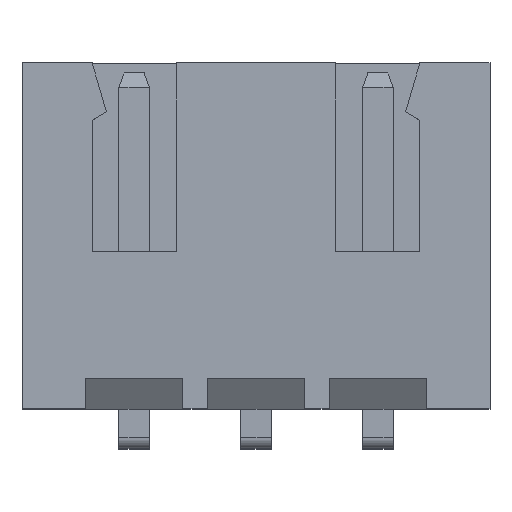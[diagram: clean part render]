
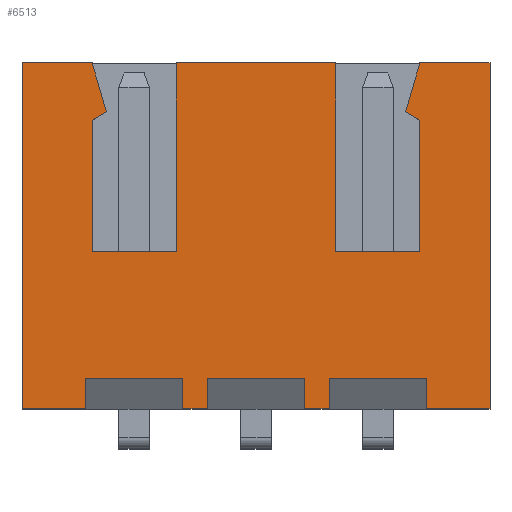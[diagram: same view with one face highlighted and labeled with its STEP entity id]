
A CAD part, top view. The second image highlights one B-rep face of the part: STEP entity #6513.
In plain terms, the highlighted planar face has unit normal (0, 0, 1).
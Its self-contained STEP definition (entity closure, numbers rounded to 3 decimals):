
#469=ORIENTED_EDGE('',*,*,#1814,.F.);
#470=ORIENTED_EDGE('',*,*,#1776,.T.);
#471=ORIENTED_EDGE('',*,*,#1815,.F.);
#472=ORIENTED_EDGE('',*,*,#1816,.F.);
#473=ORIENTED_EDGE('',*,*,#1817,.F.);
#474=ORIENTED_EDGE('',*,*,#1818,.F.);
#475=ORIENTED_EDGE('',*,*,#1819,.F.);
#476=ORIENTED_EDGE('',*,*,#1780,.T.);
#477=ORIENTED_EDGE('',*,*,#1820,.T.);
#478=ORIENTED_EDGE('',*,*,#1821,.F.);
#479=ORIENTED_EDGE('',*,*,#1822,.F.);
#480=ORIENTED_EDGE('',*,*,#1823,.T.);
#481=ORIENTED_EDGE('',*,*,#1824,.T.);
#482=ORIENTED_EDGE('',*,*,#1825,.F.);
#483=ORIENTED_EDGE('',*,*,#1826,.F.);
#484=ORIENTED_EDGE('',*,*,#1827,.T.);
#485=ORIENTED_EDGE('',*,*,#1828,.T.);
#486=ORIENTED_EDGE('',*,*,#1791,.F.);
#487=ORIENTED_EDGE('',*,*,#1829,.F.);
#488=ORIENTED_EDGE('',*,*,#1830,.T.);
#489=ORIENTED_EDGE('',*,*,#1831,.T.);
#490=ORIENTED_EDGE('',*,*,#1796,.F.);
#491=ORIENTED_EDGE('',*,*,#1832,.F.);
#492=ORIENTED_EDGE('',*,*,#1833,.T.);
#493=ORIENTED_EDGE('',*,*,#1834,.F.);
#494=ORIENTED_EDGE('',*,*,#1835,.F.);
#495=ORIENTED_EDGE('',*,*,#1836,.F.);
#496=ORIENTED_EDGE('',*,*,#1837,.F.);
#1776=EDGE_CURVE('',#2448,#2450,#2888,.T.);
#1780=EDGE_CURVE('',#2452,#2454,#2892,.T.);
#1791=EDGE_CURVE('',#2463,#2464,#2903,.T.);
#1796=EDGE_CURVE('',#2467,#2468,#2908,.T.);
#1814=EDGE_CURVE('',#2448,#2481,#2926,.T.);
#1815=EDGE_CURVE('',#2482,#2450,#2927,.T.);
#1816=EDGE_CURVE('',#2483,#2482,#2928,.T.);
#1817=EDGE_CURVE('',#2484,#2483,#2929,.T.);
#1818=EDGE_CURVE('',#2485,#2484,#2930,.T.);
#1819=EDGE_CURVE('',#2452,#2485,#2931,.T.);
#1820=EDGE_CURVE('',#2454,#2486,#2932,.T.);
#1821=EDGE_CURVE('',#2487,#2486,#2933,.T.);
#1822=EDGE_CURVE('',#2488,#2487,#2934,.T.);
#1823=EDGE_CURVE('',#2488,#2489,#2935,.T.);
#1824=EDGE_CURVE('',#2489,#2490,#2936,.T.);
#1825=EDGE_CURVE('',#2491,#2490,#2937,.T.);
#1826=EDGE_CURVE('',#2492,#2491,#2938,.T.);
#1827=EDGE_CURVE('',#2492,#2493,#2939,.T.);
#1828=EDGE_CURVE('',#2493,#2464,#2940,.T.);
#1829=EDGE_CURVE('',#2494,#2463,#2941,.T.);
#1830=EDGE_CURVE('',#2494,#2495,#2942,.T.);
#1831=EDGE_CURVE('',#2495,#2468,#2943,.T.);
#1832=EDGE_CURVE('',#2496,#2467,#2944,.T.);
#1833=EDGE_CURVE('',#2496,#2497,#2945,.T.);
#1834=EDGE_CURVE('',#2498,#2497,#2946,.T.);
#1835=EDGE_CURVE('',#2499,#2498,#2947,.T.);
#1836=EDGE_CURVE('',#2500,#2499,#2948,.T.);
#1837=EDGE_CURVE('',#2481,#2500,#2949,.T.);
#2448=VERTEX_POINT('',#8085);
#2450=VERTEX_POINT('',#8089);
#2452=VERTEX_POINT('',#8094);
#2454=VERTEX_POINT('',#8098);
#2463=VERTEX_POINT('',#8121);
#2464=VERTEX_POINT('',#8123);
#2467=VERTEX_POINT('',#8132);
#2468=VERTEX_POINT('',#8133);
#2481=VERTEX_POINT('',#8166);
#2482=VERTEX_POINT('',#8168);
#2483=VERTEX_POINT('',#8170);
#2484=VERTEX_POINT('',#8172);
#2485=VERTEX_POINT('',#8174);
#2486=VERTEX_POINT('',#8177);
#2487=VERTEX_POINT('',#8179);
#2488=VERTEX_POINT('',#8181);
#2489=VERTEX_POINT('',#8183);
#2490=VERTEX_POINT('',#8185);
#2491=VERTEX_POINT('',#8187);
#2492=VERTEX_POINT('',#8189);
#2493=VERTEX_POINT('',#8191);
#2494=VERTEX_POINT('',#8194);
#2495=VERTEX_POINT('',#8196);
#2496=VERTEX_POINT('',#8199);
#2497=VERTEX_POINT('',#8201);
#2498=VERTEX_POINT('',#8203);
#2499=VERTEX_POINT('',#8205);
#2500=VERTEX_POINT('',#8207);
#2888=LINE('',#8090,#3290);
#2892=LINE('',#8099,#3294);
#2903=LINE('',#8122,#3305);
#2908=LINE('',#8131,#3310);
#2926=LINE('',#8165,#3328);
#2927=LINE('',#8167,#3329);
#2928=LINE('',#8169,#3330);
#2929=LINE('',#8171,#3331);
#2930=LINE('',#8173,#3332);
#2931=LINE('',#8175,#3333);
#2932=LINE('',#8176,#3334);
#2933=LINE('',#8178,#3335);
#2934=LINE('',#8180,#3336);
#2935=LINE('',#8182,#3337);
#2936=LINE('',#8184,#3338);
#2937=LINE('',#8186,#3339);
#2938=LINE('',#8188,#3340);
#2939=LINE('',#8190,#3341);
#2940=LINE('',#8192,#3342);
#2941=LINE('',#8193,#3343);
#2942=LINE('',#8195,#3344);
#2943=LINE('',#8197,#3345);
#2944=LINE('',#8198,#3346);
#2945=LINE('',#8200,#3347);
#2946=LINE('',#8202,#3348);
#2947=LINE('',#8204,#3349);
#2948=LINE('',#8206,#3350);
#2949=LINE('',#8208,#3351);
#3290=VECTOR('',#7149,1000.);
#3294=VECTOR('',#7155,1000.);
#3305=VECTOR('',#7172,1000.);
#3310=VECTOR('',#7179,1000.);
#3328=VECTOR('',#7201,1000.);
#3329=VECTOR('',#7202,1000.);
#3330=VECTOR('',#7203,1000.);
#3331=VECTOR('',#7204,1000.);
#3332=VECTOR('',#7205,1000.);
#3333=VECTOR('',#7206,1000.);
#3334=VECTOR('',#7207,1000.);
#3335=VECTOR('',#7208,1000.);
#3336=VECTOR('',#7209,1000.);
#3337=VECTOR('',#7210,1000.);
#3338=VECTOR('',#7211,1000.);
#3339=VECTOR('',#7212,1000.);
#3340=VECTOR('',#7213,1000.);
#3341=VECTOR('',#7214,1000.);
#3342=VECTOR('',#7215,1000.);
#3343=VECTOR('',#7216,1000.);
#3344=VECTOR('',#7217,1000.);
#3345=VECTOR('',#7218,1000.);
#3346=VECTOR('',#7219,1000.);
#3347=VECTOR('',#7220,1000.);
#3348=VECTOR('',#7221,1000.);
#3349=VECTOR('',#7222,1000.);
#3350=VECTOR('',#7223,1000.);
#3351=VECTOR('',#7224,1000.);
#3669=EDGE_LOOP('',(#469,#470,#471,#472,#473,#474,#475,#476,#477,#478,#479,
#480,#481,#482,#483,#484,#485,#486,#487,#488,#489,#490,#491,#492,#493,#494,
#495,#496));
#3973=FACE_BOUND('',#3669,.T.);
#4277=PLANE('',#6835);
#6513=ADVANCED_FACE('',(#3973),#4277,.T.);
#6835=AXIS2_PLACEMENT_3D('',#8164,#7199,#7200);
#7149=DIRECTION('',(-1.,0.,0.));
#7155=DIRECTION('',(-1.,0.,0.));
#7172=DIRECTION('',(-1.,0.,0.));
#7179=DIRECTION('',(-1.,0.,0.));
#7199=DIRECTION('',(0.,0.,1.));
#7200=DIRECTION('',(0.,-1.,0.));
#7201=DIRECTION('',(0.,-1.,0.));
#7202=DIRECTION('',(0.,1.,0.));
#7203=DIRECTION('',(1.,0.,0.));
#7204=DIRECTION('',(0.,-1.,0.));
#7205=DIRECTION('',(-0.856,-0.517,0.));
#7206=DIRECTION('',(0.281,-0.96,0.));
#7207=DIRECTION('',(0.,-1.,0.));
#7208=DIRECTION('',(-1.,0.,0.));
#7209=DIRECTION('',(0.,-1.,0.));
#7210=DIRECTION('',(1.,0.,0.));
#7211=DIRECTION('',(0.,-1.,0.));
#7212=DIRECTION('',(-1.,0.,0.));
#7213=DIRECTION('',(0.,-1.,0.));
#7214=DIRECTION('',(1.,0.,0.));
#7215=DIRECTION('',(0.,-1.,0.));
#7216=DIRECTION('',(0.,-1.,0.));
#7217=DIRECTION('',(1.,0.,0.));
#7218=DIRECTION('',(0.,-1.,0.));
#7219=DIRECTION('',(0.,-1.,0.));
#7220=DIRECTION('',(-1.,0.,0.));
#7221=DIRECTION('',(0.281,0.96,0.));
#7222=DIRECTION('',(-0.856,0.517,0.));
#7223=DIRECTION('',(0.,1.,0.));
#7224=DIRECTION('',(1.,0.,0.));
#8085=CARTESIAN_POINT('',(1.664,7.534,5.842));
#8089=CARTESIAN_POINT('',(-1.664,7.534,5.842));
#8090=CARTESIAN_POINT('',(4.877,7.534,5.842));
#8094=CARTESIAN_POINT('',(-3.416,7.534,5.842));
#8098=CARTESIAN_POINT('',(-4.877,7.534,5.842));
#8099=CARTESIAN_POINT('',(4.877,7.534,5.842));
#8121=CARTESIAN_POINT('',(1.524,0.32,5.842));
#8122=CARTESIAN_POINT('',(4.877,0.32,5.842));
#8123=CARTESIAN_POINT('',(1.016,0.32,5.842));
#8131=CARTESIAN_POINT('',(4.877,0.32,5.842));
#8132=CARTESIAN_POINT('',(4.877,0.32,5.842));
#8133=CARTESIAN_POINT('',(3.556,0.32,5.842));
#8164=CARTESIAN_POINT('',(4.877,1.031,5.842));
#8165=CARTESIAN_POINT('',(1.664,7.534,5.842));
#8166=CARTESIAN_POINT('',(1.664,3.597,5.842));
#8167=CARTESIAN_POINT('',(-1.664,3.597,5.842));
#8168=CARTESIAN_POINT('',(-1.664,3.597,5.842));
#8169=CARTESIAN_POINT('',(-3.416,3.597,5.842));
#8170=CARTESIAN_POINT('',(-3.416,3.597,5.842));
#8171=CARTESIAN_POINT('',(-3.416,6.338,5.842));
#8172=CARTESIAN_POINT('',(-3.416,6.338,5.842));
#8173=CARTESIAN_POINT('',(-3.118,6.518,5.842));
#8174=CARTESIAN_POINT('',(-3.118,6.518,5.842));
#8175=CARTESIAN_POINT('',(-3.416,7.534,5.842));
#8176=CARTESIAN_POINT('',(-4.877,1.031,5.842));
#8177=CARTESIAN_POINT('',(-4.877,0.32,5.842));
#8178=CARTESIAN_POINT('',(4.877,0.32,5.842));
#8179=CARTESIAN_POINT('',(-3.556,0.32,5.842));
#8180=CARTESIAN_POINT('',(-3.556,0.955,5.842));
#8181=CARTESIAN_POINT('',(-3.556,0.955,5.842));
#8182=CARTESIAN_POINT('',(-3.556,0.955,5.842));
#8183=CARTESIAN_POINT('',(-1.524,0.955,5.842));
#8184=CARTESIAN_POINT('',(-1.524,0.955,5.842));
#8185=CARTESIAN_POINT('',(-1.524,0.32,5.842));
#8186=CARTESIAN_POINT('',(4.877,0.32,5.842));
#8187=CARTESIAN_POINT('',(-1.016,0.32,5.842));
#8188=CARTESIAN_POINT('',(-1.016,0.955,5.842));
#8189=CARTESIAN_POINT('',(-1.016,0.955,5.842));
#8190=CARTESIAN_POINT('',(-1.016,0.955,5.842));
#8191=CARTESIAN_POINT('',(1.016,0.955,5.842));
#8192=CARTESIAN_POINT('',(1.016,0.955,5.842));
#8193=CARTESIAN_POINT('',(1.524,0.955,5.842));
#8194=CARTESIAN_POINT('',(1.524,0.955,5.842));
#8195=CARTESIAN_POINT('',(1.524,0.955,5.842));
#8196=CARTESIAN_POINT('',(3.556,0.955,5.842));
#8197=CARTESIAN_POINT('',(3.556,0.955,5.842));
#8198=CARTESIAN_POINT('',(4.877,1.031,5.842));
#8199=CARTESIAN_POINT('',(4.877,7.534,5.842));
#8200=CARTESIAN_POINT('',(4.877,7.534,5.842));
#8201=CARTESIAN_POINT('',(3.416,7.534,5.842));
#8202=CARTESIAN_POINT('',(3.118,6.518,5.842));
#8203=CARTESIAN_POINT('',(3.118,6.518,5.842));
#8204=CARTESIAN_POINT('',(3.416,6.338,5.842));
#8205=CARTESIAN_POINT('',(3.416,6.338,5.842));
#8206=CARTESIAN_POINT('',(3.416,3.597,5.842));
#8207=CARTESIAN_POINT('',(3.416,3.597,5.842));
#8208=CARTESIAN_POINT('',(1.664,3.597,5.842));
